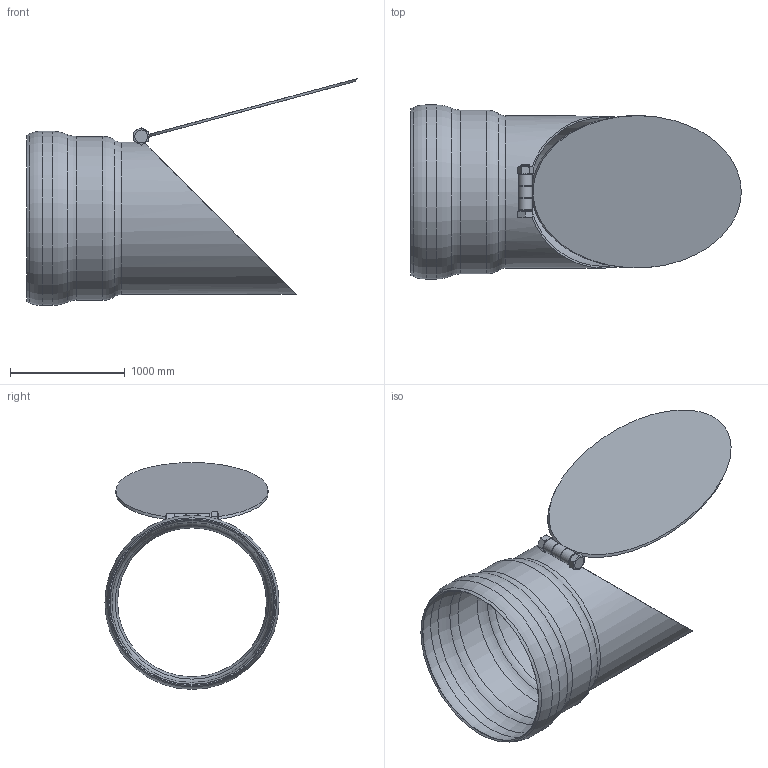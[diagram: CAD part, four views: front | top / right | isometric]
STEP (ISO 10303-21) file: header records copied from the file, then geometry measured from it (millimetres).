
FILE_DESCRIPTION(/* description */ (''),/* implementation_level */ '2;1');
FILE_NAME(/* name */ '04320.125X_3D.stp',/* time_stamp */ '2024-12-11T13:30:11+01:00',/* author */ ('CAD'),/* organization */ (''),/* preprocessor_version */ 'ST-DEVELOPER v20',/* originating_system */ 'AutoCAD Mechanical',/* authorisation */ '');
FILE_SCHEMA (('AUTOMOTIVE_DESIGN { 1 0 10303 214 3 1 1 }'));
Length unit declared in the file: centimetre
Products named in the file (1): Product
Bounding box: 2885.12 x 1520 x 1980.12 mm (x, y, z)
Volume: 154920415.5 mm3; surface area: 19446209.6 mm2
Topology: 10 solids, 10 shells, 135 faces, 289 edges, 172 vertices
Faces by surface type: cone 76, plane 29, cylinder 15, torus 14, sphere 1
Full cylindrical faces by diameter (mm): 62.217 x1, 80.4 x1, 90 x3, 120 x4, 1300 x1, 1330 x2, 1400 x1, 1430 x1, 1520 x1
Entity records: 4022 total; most frequent: CARTESIAN_POINT 1075, DIRECTION 651, ORIENTED_EDGE 574, EDGE_CURVE 287, AXIS2_PLACEMENT_3D 280, VERTEX_POINT 171, EDGE_LOOP 146, CIRCLE 140
